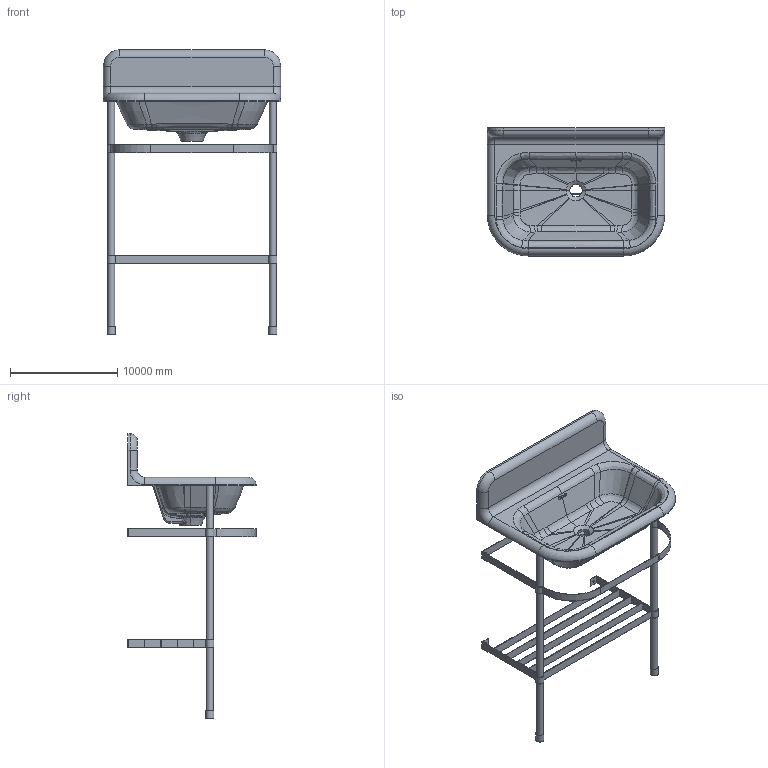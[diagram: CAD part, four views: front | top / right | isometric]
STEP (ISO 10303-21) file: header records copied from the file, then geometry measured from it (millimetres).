
FILE_DESCRIPTION( ('This file contains a STEP AP42 implementation' ,'as created by ZW3D STEP Interface translator.') ,'2;1' );
FILE_NAME( 'B8E UPS B8ES-3d (1).stp' ,'23 224.114720', (''), ('ZWCAD Software Co.'), 'Version 1.0', 'ZW3D to STEP translator', '' );
FILE_SCHEMA(('AUTOMOTIVE_DESIGN { 1 0 10303 214 1 1 1 1 }'));
Length unit declared in the file: millimetre
Products named in the file (2): 0; B8E UPS B8ES-3d (1)
Bounding box: 16510 x 11938 x 26494.48 mm (x, y, z)
Volume: 133649606978.1 mm3; surface area: 1041010817.8 mm2
Topology: 22 solids, 22 shells, 437 faces, 998 edges, 607 vertices
Faces by surface type: bspline 233, plane 118, cylinder 65, torus 15, cone 4, sphere 2
Full cylindrical faces by diameter (mm): 203.2 x4, 304.8 x2, 609.6 x2, 645.16 x6, 762 x6
Entity records: 25635 total; most frequent: CARTESIAN_POINT 16738, ORIENTED_EDGE 1996, DIRECTION 1329, EDGE_CURVE 998, VERTEX_POINT 607, AXIS2_PLACEMENT_3D 522, EDGE_LOOP 463, FACE_OUTER_BOUND 437
